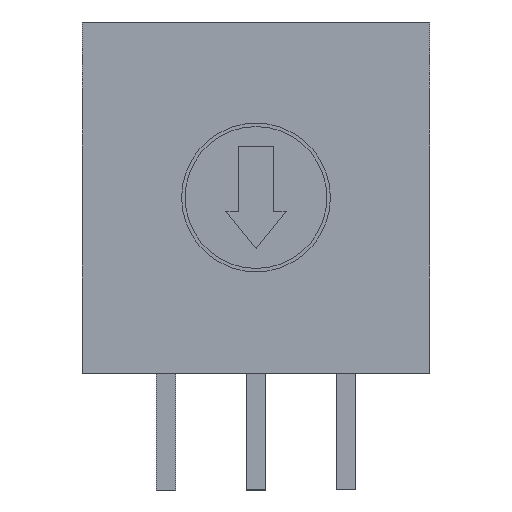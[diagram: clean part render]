
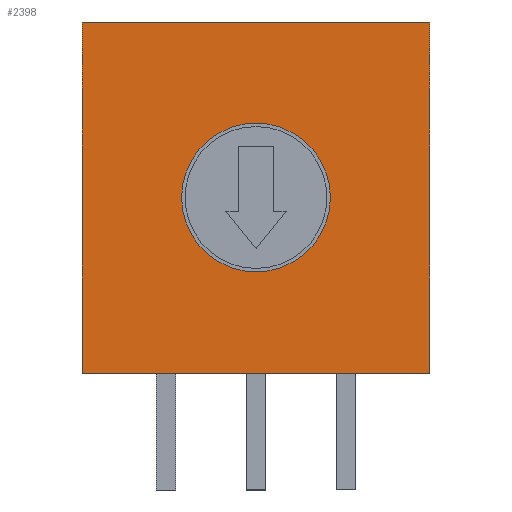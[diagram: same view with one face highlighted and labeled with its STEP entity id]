
A CAD part, left-side view. The second image highlights one B-rep face of the part: STEP entity #2398.
In plain terms, the highlighted free-form (B-spline) face has degree [1, 1] with [2, 2] control points.
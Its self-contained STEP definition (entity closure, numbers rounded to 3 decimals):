
#2044=CARTESIAN_POINT('',(-3.38,-2.1,4.95));
#2045=VERTEX_POINT('',#2044);
#2054=CARTESIAN_POINT('',(-3.38,2.1,4.95));
#2055=VERTEX_POINT('',#2054);
#2056=CARTESIAN_POINT('',(-3.38,0.,4.95));
#2057=DIRECTION('',(1.0,0.0,0.0));
#2058=DIRECTION('',(0.0,-1.0,0.0));
#2059=AXIS2_PLACEMENT_3D('',#2056,#2057,#2058);
#2060=CIRCLE('',#2059,2.1);
#2061=EDGE_CURVE('',#2055,#2045,#2060,.T.);
#2171=CARTESIAN_POINT('',(-3.38,0.,4.95));
#2172=DIRECTION('',(1.0,0.0,0.0));
#2173=DIRECTION('',(0.0,-1.0,0.0));
#2174=AXIS2_PLACEMENT_3D('',#2171,#2172,#2173);
#2175=CIRCLE('',#2174,2.1);
#2176=EDGE_CURVE('',#2045,#2055,#2175,.T.);
#2240=CARTESIAN_POINT('',(-3.38,-4.9,0.));
#2241=VERTEX_POINT('',#2240);
#2250=CARTESIAN_POINT('',(-3.38,4.9,0.));
#2251=VERTEX_POINT('',#2250);
#2252=CARTESIAN_POINT('',(-3.38,4.9,0.));
#2253=DIRECTION('',(0.0,-1.0,0.0));
#2254=VECTOR('',#2253,9.8);
#2255=LINE('',#2252,#2254);
#2256=EDGE_CURVE('',#2251,#2241,#2255,.T.);
#2304=CARTESIAN_POINT('',(-3.38,-4.9,9.9));
#2305=VERTEX_POINT('',#2304);
#2320=CARTESIAN_POINT('',(-3.38,4.9,9.9));
#2321=VERTEX_POINT('',#2320);
#2328=CARTESIAN_POINT('',(-3.38,-4.9,9.9));
#2329=DIRECTION('',(0.0,1.0,0.0));
#2330=VECTOR('',#2329,9.8);
#2331=LINE('',#2328,#2330);
#2332=EDGE_CURVE('',#2305,#2321,#2331,.T.);
#2364=CARTESIAN_POINT('',(-3.38,4.9,9.9));
#2365=DIRECTION('',(0.0,0.0,-1.0));
#2366=VECTOR('',#2365,9.9);
#2367=LINE('',#2364,#2366);
#2368=EDGE_CURVE('',#2321,#2251,#2367,.T.);
#2378=CARTESIAN_POINT('',(-3.38,-4.9,9.9));
#2379=CARTESIAN_POINT('',(-3.38,-4.9,0.));
#2380=CARTESIAN_POINT('',(-3.38,4.9,9.9));
#2381=CARTESIAN_POINT('',(-3.38,4.9,0.));
#2382=B_SPLINE_SURFACE_WITH_KNOTS('',1,1,((#2378,#2380),(#2379,#2381)),.UNSPECIFIED.,.F.,.F.,.U.,(2,2),(2,2),(0.0,9.9),(0.0,9.8),.UNSPECIFIED.);
#2383=CARTESIAN_POINT('',(-3.38,-4.9,9.9));
#2384=DIRECTION('',(0.0,0.0,-1.0));
#2385=VECTOR('',#2384,9.9);
#2386=LINE('',#2383,#2385);
#2387=EDGE_CURVE('',#2305,#2241,#2386,.T.);
#2388=ORIENTED_EDGE('',*,*,#2387,.F.);
#2389=ORIENTED_EDGE('',*,*,#2332,.T.);
#2390=ORIENTED_EDGE('',*,*,#2368,.T.);
#2391=ORIENTED_EDGE('',*,*,#2256,.T.);
#2392=EDGE_LOOP('',(#2388,#2389,#2390,#2391));
#2393=FACE_OUTER_BOUND('',#2392,.T.);
#2394=ORIENTED_EDGE('',*,*,#2176,.T.);
#2395=ORIENTED_EDGE('',*,*,#2061,.T.);
#2396=EDGE_LOOP('',(#2394,#2395));
#2397=FACE_BOUND('',#2396,.T.);
#2398=ADVANCED_FACE('',(#2393,#2397),#2382,.F.);
